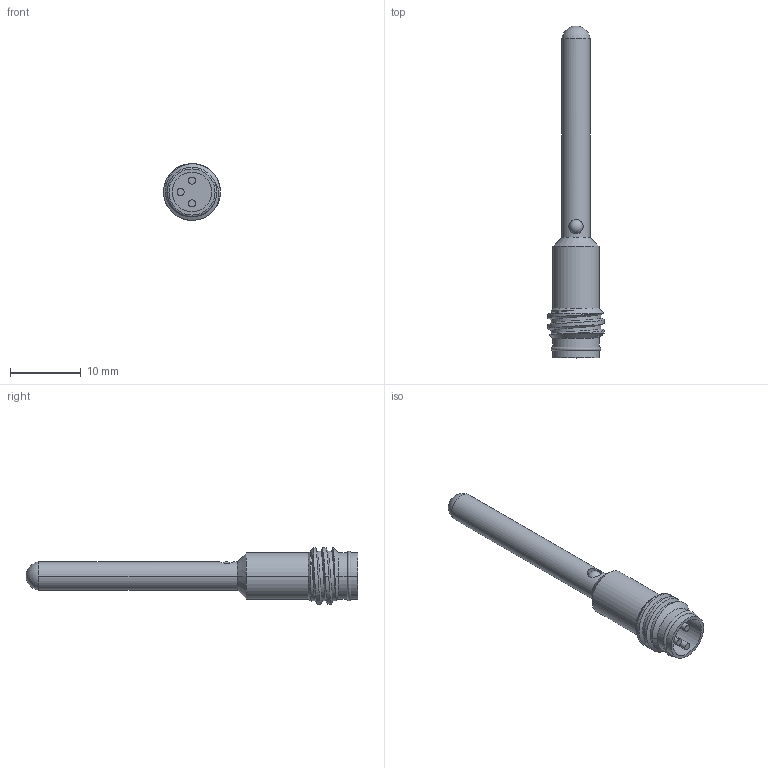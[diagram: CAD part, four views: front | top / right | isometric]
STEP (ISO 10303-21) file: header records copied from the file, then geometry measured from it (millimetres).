
FILE_DESCRIPTION((''),'2;1');
FILE_NAME('153767_SW','2010-07-28T',('banengservice'),('BANNER ENGINEERING'),'PRO/ENGINEER BY PARAMETRIC TECHNOLOGY CORPORATION, 2009141','PRO/ENGINEER BY PARAMETRIC TECHNOLOGY CORPORATION, 2009141','');
FILE_SCHEMA(('CONFIG_CONTROL_DESIGN'));
Length unit declared in the file: inch
Products named in the file (1): 153767_SW
Bounding box: 8 x 46.79 x 8 mm (x, y, z)
Volume: 802 mm3; surface area: 1015 mm2
Topology: 1 solids, 1 shells, 41 faces, 93 edges, 58 vertices
Faces by surface type: cylinder 22, cone 6, plane 6, bspline 3, torus 2, sphere 2
Entity records: 2453 total; most frequent: CARTESIAN_POINT 1498, DIRECTION 197, ORIENTED_EDGE 182, EDGE_CURVE 91, AXIS2_PLACEMENT_3D 85, VERTEX_POINT 58, EDGE_LOOP 47, CIRCLE 47
